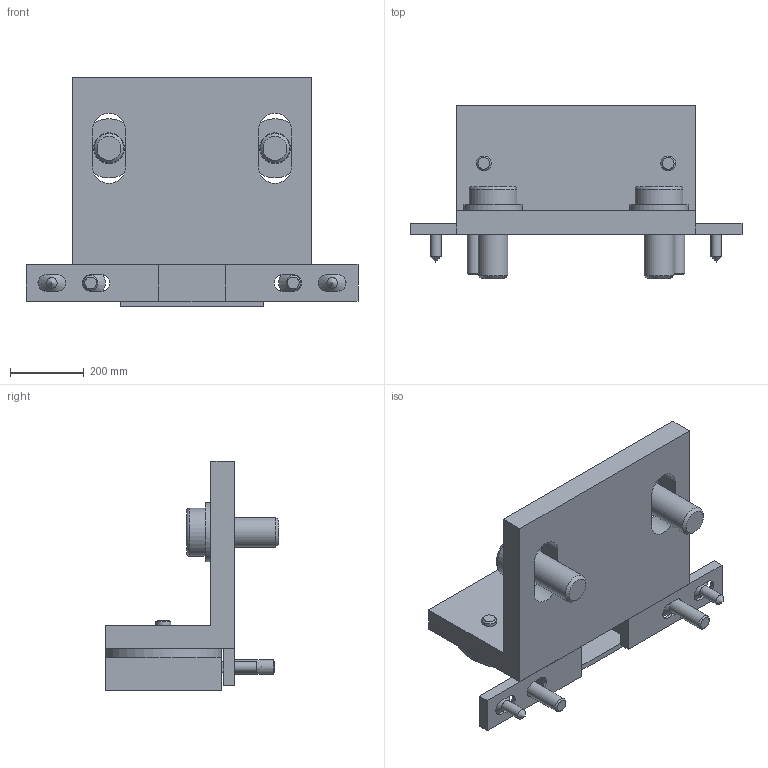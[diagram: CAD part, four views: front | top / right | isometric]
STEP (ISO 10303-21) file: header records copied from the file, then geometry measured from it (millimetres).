
FILE_DESCRIPTION(/* description */ (''),/* implementation_level */ '2;1');
FILE_NAME(/* name */ '52-300-1.stp',/* time_stamp */ '2024-10-18T09:43:24-04:00',/* author */ ('jmurphy'),/* organization */ (''),/* preprocessor_version */ 'ST-DEVELOPER v18.1',/* originating_system */ 'AutoCAD Mechanical',/* authorisation */ '');
FILE_SCHEMA (('AUTOMOTIVE_DESIGN { 1 0 10303 214 3 1 1 }'));
Length unit declared in the file: centimetre
Products named in the file (1): Product
Bounding box: 900 x 470.5 x 623 mm (x, y, z)
Volume: 42427565.8 mm3; surface area: 2497240.9 mm2
Topology: 12 solids, 12 shells, 219 faces, 497 edges, 310 vertices
Faces by surface type: plane 132, cylinder 45, cone 40, torus 2
Full cylindrical faces by diameter (mm): 29 x2, 32 x2, 40 x4, 45 x2, 80 x6, 84 x2, 130 x2, 160 x2
Entity records: 6083 total; most frequent: CARTESIAN_POINT 1069, DIRECTION 1057, ORIENTED_EDGE 990, EDGE_CURVE 495, AXIS2_PLACEMENT_3D 364, LINE 329, VECTOR 329, VERTEX_POINT 310
